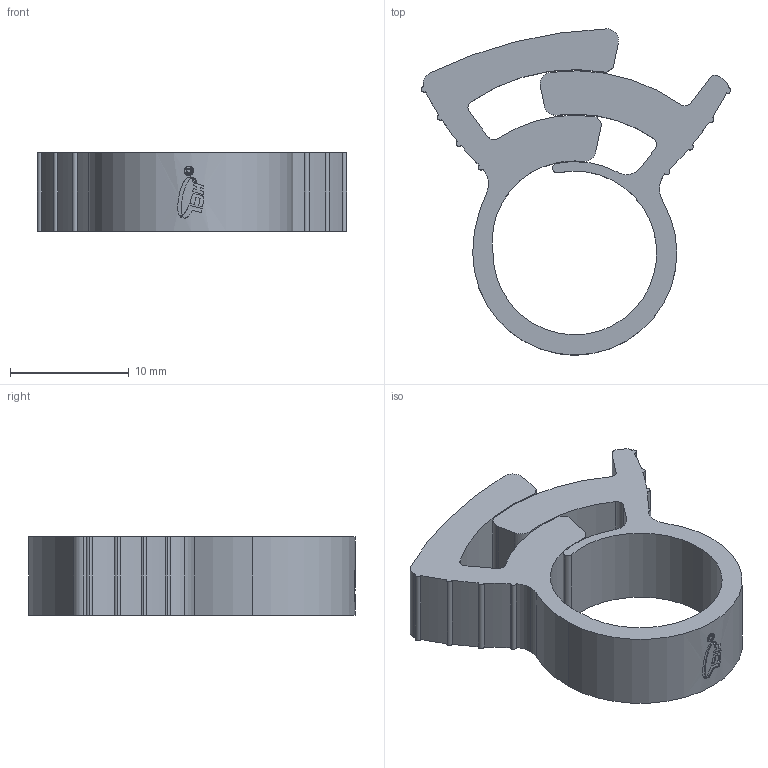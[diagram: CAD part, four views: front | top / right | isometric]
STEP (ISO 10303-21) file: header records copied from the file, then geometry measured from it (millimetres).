
FILE_DESCRIPTION (( 'STEP AP214' ), '1' );
FILE_NAME ('HC-D-PA66-BK.step', '2025-12-17T19:41:35', ( '' ), ( '' ), 'SwSTEP 2.0', 'SolidWorks 2025', '' );
FILE_SCHEMA (( 'AUTOMOTIVE_DESIGN' ));
Length unit declared in the file: millimetre
Products named in the file (1): HC-D-PA66-BK
Bounding box: 26.06 x 27.48 x 6.6 mm (x, y, z)
Volume: 1565.5 mm3; surface area: 1807.4 mm2
Topology: 1 solids, 1 shells, 162 faces, 450 edges, 300 vertices
Faces by surface type: cylinder 100, bspline 49, plane 13
Entity records: 6575 total; most frequent: CARTESIAN_POINT 2794, ORIENTED_EDGE 900, DIRECTION 600, EDGE_CURVE 450, VERTEX_POINT 300, AXIS2_PLACEMENT_3D 214, B_SPLINE_CURVE_WITH_KNOTS 178, LINE 172
